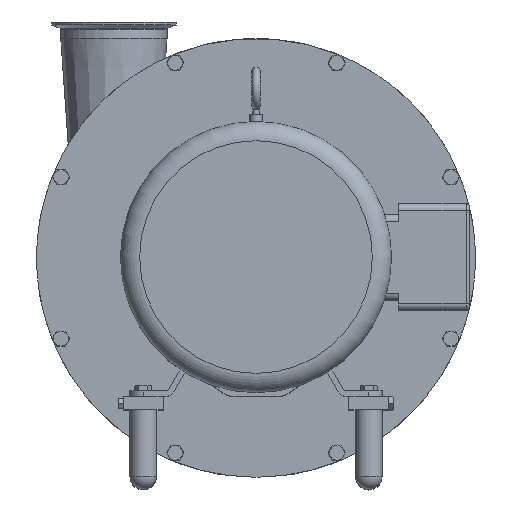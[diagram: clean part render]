
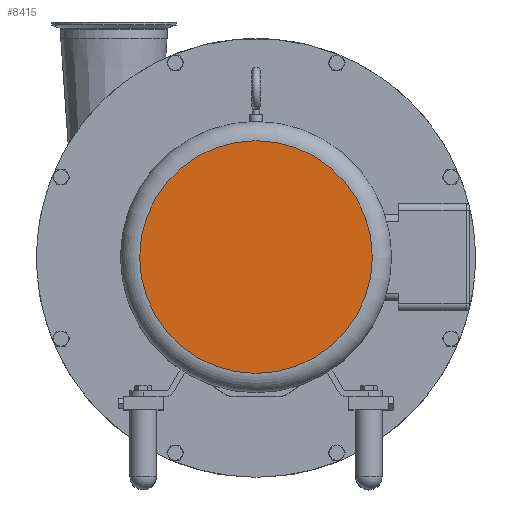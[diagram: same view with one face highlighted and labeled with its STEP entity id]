
A CAD part, top view. The second image highlights one B-rep face of the part: STEP entity #8415.
In plain terms, the highlighted planar face has unit normal (0, 0, 1).
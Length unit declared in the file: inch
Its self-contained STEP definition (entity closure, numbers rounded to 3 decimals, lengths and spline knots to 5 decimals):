
#1616=PLANE('',#9163);
#2055=FACE_OUTER_BOUND('',#2543,.T.);
#2543=EDGE_LOOP('',(#7222,#7223));
#2883=CIRCLE('',#9164,4.384);
#2884=CIRCLE('',#9165,4.384);
#3863=VERTEX_POINT('',#14750);
#3864=VERTEX_POINT('',#14751);
#5022=EDGE_CURVE('',#3863,#3864,#2883,.T.);
#5023=EDGE_CURVE('',#3864,#3863,#2884,.T.);
#7222=ORIENTED_EDGE('',*,*,#5022,.F.);
#7223=ORIENTED_EDGE('',*,*,#5023,.F.);
#8415=ADVANCED_FACE('',(#2055),#1616,.T.);
#9163=AXIS2_PLACEMENT_3D('',#14749,#11153,#11154);
#9164=AXIS2_PLACEMENT_3D('',#14752,#11155,#11156);
#9165=AXIS2_PLACEMENT_3D('',#14753,#11157,#11158);
#11153=DIRECTION('center_axis',(0.,0.,
1.));
#11154=DIRECTION('ref_axis',(0.,1.,0.));
#11155=DIRECTION('center_axis',(0.,0.,
-1.));
#11156=DIRECTION('ref_axis',(1.,0.,0.));
#11157=DIRECTION('center_axis',(0.,0.,
-1.));
#11158=DIRECTION('ref_axis',(1.,0.,0.));
#14749=CARTESIAN_POINT('Origin',(-5.11,0.,18.61646));
#14750=CARTESIAN_POINT('',(-4.384,0.,18.61646));
#14751=CARTESIAN_POINT('',(0.,4.384,18.61646));
#14752=CARTESIAN_POINT('Origin',(0.,0.,18.61646));
#14753=CARTESIAN_POINT('Origin',(0.,0.,18.61646));
